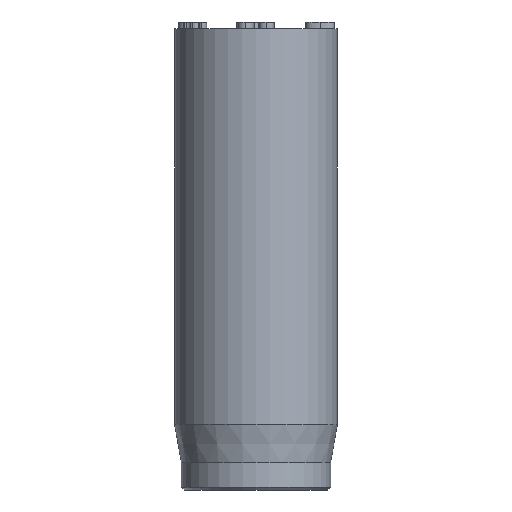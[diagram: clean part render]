
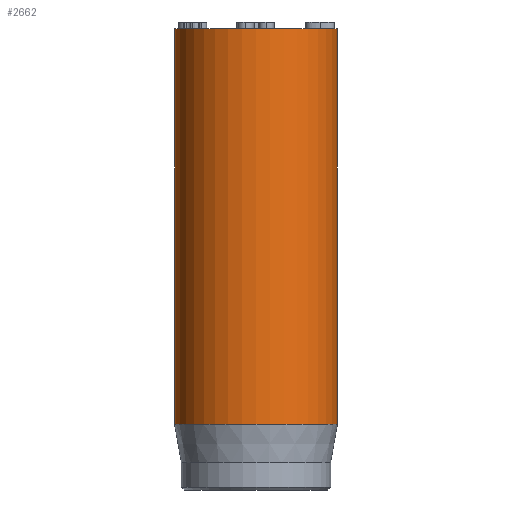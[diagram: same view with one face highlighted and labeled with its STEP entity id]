
A CAD part, front view. The second image highlights one B-rep face of the part: STEP entity #2662.
In plain terms, the highlighted cylindrical face has radius 3 mm (diameter 6 mm), a full revolution.
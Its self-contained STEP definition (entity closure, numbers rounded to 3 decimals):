
#32=CYLINDRICAL_SURFACE('',#2806,3.);
#46=CIRCLE('',#2774,3.);
#62=CIRCLE('',#2804,3.);
#63=CIRCLE('',#2805,3.);
#266=FACE_OUTER_BOUND('',#432,.T.);
#432=EDGE_LOOP('',(#2326,#2327,#2328,#2329,#2330));
#600=LINE('',#5163,#776);
#776=VECTOR('',#3103,3.);
#1206=VERTEX_POINT('',#5103);
#1222=VERTEX_POINT('',#5157);
#1223=VERTEX_POINT('',#5158);
#1573=EDGE_CURVE('',#1206,#1206,#46,.T.);
#1597=EDGE_CURVE('',#1222,#1223,#62,.T.);
#1598=EDGE_CURVE('',#1223,#1222,#63,.T.);
#1600=EDGE_CURVE('',#1206,#1222,#600,.T.);
#2326=ORIENTED_EDGE('',*,*,#1573,.T.);
#2327=ORIENTED_EDGE('',*,*,#1600,.T.);
#2328=ORIENTED_EDGE('',*,*,#1597,.T.);
#2329=ORIENTED_EDGE('',*,*,#1598,.T.);
#2330=ORIENTED_EDGE('',*,*,#1600,.F.);
#2662=ADVANCED_FACE('',(#266),#32,.T.);
#2774=AXIS2_PLACEMENT_3D('',#5104,#3028,#3029);
#2804=AXIS2_PLACEMENT_3D('',#5159,#3096,#3097);
#2805=AXIS2_PLACEMENT_3D('',#5160,#3098,#3099);
#2806=AXIS2_PLACEMENT_3D('',#5162,#3101,#3102);
#3028=DIRECTION('center_axis',(0.,0.,-1.));
#3029=DIRECTION('ref_axis',(-1.,0.,0.));
#3096=DIRECTION('center_axis',(0.,0.,1.));
#3097=DIRECTION('ref_axis',(-1.,0.,0.));
#3098=DIRECTION('center_axis',(0.,0.,1.));
#3099=DIRECTION('ref_axis',(-1.,0.,0.));
#3101=DIRECTION('center_axis',(0.,0.,1.));
#3102=DIRECTION('ref_axis',(-1.,0.,0.));
#3103=DIRECTION('',(0.,0.,-1.));
#5103=CARTESIAN_POINT('',(3.,0.,17.));
#5104=CARTESIAN_POINT('Origin',(0.,0.,17.));
#5157=CARTESIAN_POINT('',(3.,0.,2.418));
#5158=CARTESIAN_POINT('',(-3.,0.,2.418));
#5159=CARTESIAN_POINT('Origin',(0.,0.,2.418));
#5160=CARTESIAN_POINT('Origin',(0.,0.,2.418));
#5162=CARTESIAN_POINT('Origin',(0.,0.,0.));
#5163=CARTESIAN_POINT('',(3.,0.,0.));
